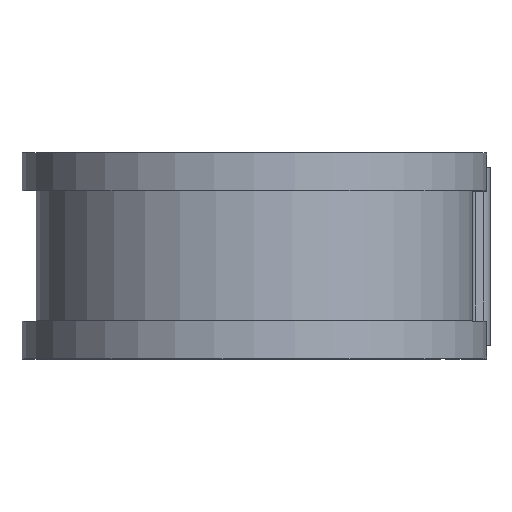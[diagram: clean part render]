
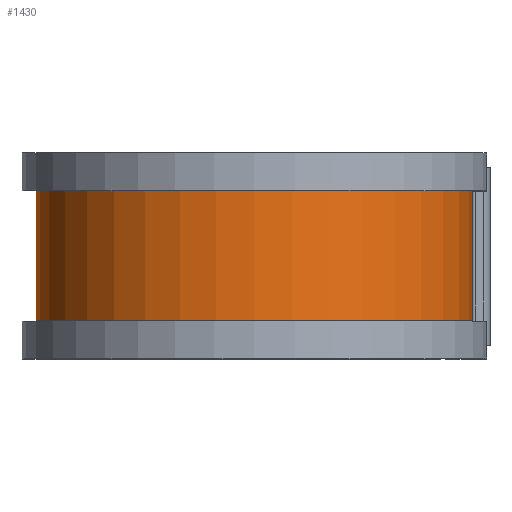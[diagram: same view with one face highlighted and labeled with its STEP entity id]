
A CAD part, top view. The second image highlights one B-rep face of the part: STEP entity #1430.
In plain terms, the highlighted cylindrical face has radius 23.381 mm (diameter 46.761 mm), a partial arc.
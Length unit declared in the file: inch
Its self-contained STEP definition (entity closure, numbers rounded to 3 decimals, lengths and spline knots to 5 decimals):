
#58 = CARTESIAN_POINT ( 'NONE',  ( 0., -0.275, 0. ) ) ;
#66 = DIRECTION ( 'NONE',  ( 0., 0., -1. ) ) ;
#105 = DIRECTION ( 'NONE',  ( 0., -1., 0. ) ) ;
#143 = EDGE_CURVE ( 'NONE', #221, #1686, #238, .T. ) ;
#195 = DIRECTION ( 'NONE',  ( 0., 0., -1. ) ) ;
#221 = VERTEX_POINT ( 'NONE', #1054 ) ;
#229 = CARTESIAN_POINT ( 'NONE',  ( 0., -0.275, -0.9205 ) ) ;
#238 = CIRCLE ( 'NONE', #867, 0.9205 ) ;
#252 = CARTESIAN_POINT ( 'NONE',  ( 0.9205, 0.275, 0. ) ) ;
#298 = CARTESIAN_POINT ( 'NONE',  ( 0., 0.275, -0.9205 ) ) ;
#354 = DIRECTION ( 'NONE',  ( 0., 0., -1. ) ) ;
#438 = ORIENTED_EDGE ( 'NONE', *, *, #1693, .T. ) ;
#477 = LINE ( 'NONE', #579, #1583 ) ;
#579 = CARTESIAN_POINT ( 'NONE',  ( 0.9205, 0.375, 0. ) ) ;
#587 = LINE ( 'NONE', #1547, #626 ) ;
#588 = AXIS2_PLACEMENT_3D ( 'NONE', #1198, #1042, #354 ) ;
#626 = VECTOR ( 'NONE', #1730, 39.37008 ) ;
#633 = DIRECTION ( 'NONE',  ( 0., -1., 0. ) ) ;
#787 = VERTEX_POINT ( 'NONE', #252 ) ;
#865 = CARTESIAN_POINT ( 'NONE',  ( 0., 0.275, 0. ) ) ;
#867 = AXIS2_PLACEMENT_3D ( 'NONE', #58, #916, #195 ) ;
#916 = DIRECTION ( 'NONE',  ( 0., -1., 0. ) ) ;
#960 = FACE_OUTER_BOUND ( 'NONE', #1444, .T. ) ;
#984 = VERTEX_POINT ( 'NONE', #298 ) ;
#1042 = DIRECTION ( 'NONE',  ( 0., -1., 0. ) ) ;
#1054 = CARTESIAN_POINT ( 'NONE',  ( 0.9205, -0.275, 0. ) ) ;
#1145 = EDGE_CURVE ( 'NONE', #787, #221, #477, .T. ) ;
#1182 = ORIENTED_EDGE ( 'NONE', *, *, #1409, .T. ) ;
#1198 = CARTESIAN_POINT ( 'NONE',  ( 0., 0.375, 0. ) ) ;
#1409 = EDGE_CURVE ( 'NONE', #787, #984, #1585, .T. ) ;
#1430 = ADVANCED_FACE ( 'NONE', ( #960 ), #1738, .T. ) ;
#1444 = EDGE_LOOP ( 'NONE', ( #1495, #1182, #438, #1697 ) ) ;
#1495 = ORIENTED_EDGE ( 'NONE', *, *, #1145, .F. ) ;
#1515 = AXIS2_PLACEMENT_3D ( 'NONE', #865, #105, #66 ) ;
#1547 = CARTESIAN_POINT ( 'NONE',  ( 0., 0.375, -0.9205 ) ) ;
#1583 = VECTOR ( 'NONE', #633, 39.37008 ) ;
#1585 = CIRCLE ( 'NONE', #1515, 0.9205 ) ;
#1686 = VERTEX_POINT ( 'NONE', #229 ) ;
#1693 = EDGE_CURVE ( 'NONE', #984, #1686, #587, .T. ) ;
#1697 = ORIENTED_EDGE ( 'NONE', *, *, #143, .F. ) ;
#1730 = DIRECTION ( 'NONE',  ( 0., -1., 0. ) ) ;
#1738 = CYLINDRICAL_SURFACE ( 'NONE', #588, 0.9205 ) ;
